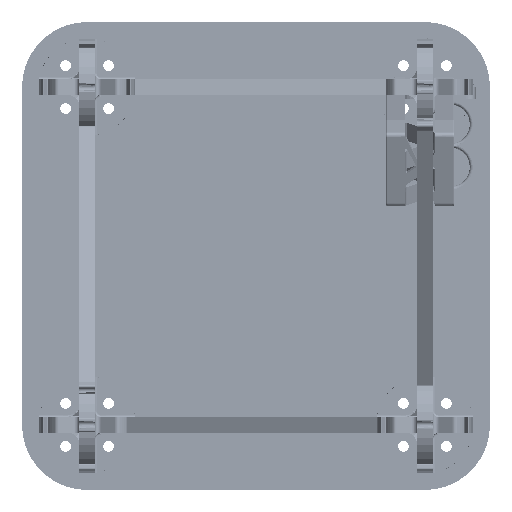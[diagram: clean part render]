
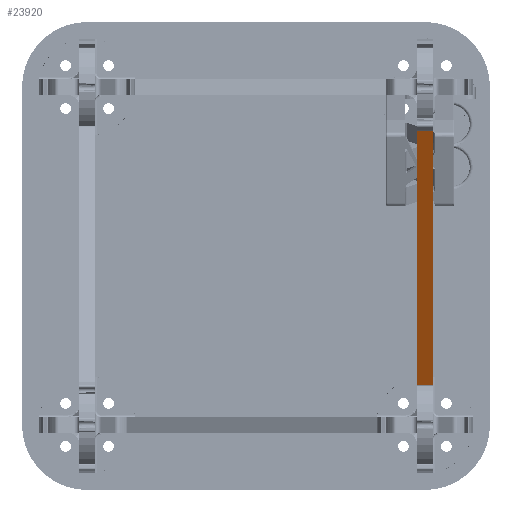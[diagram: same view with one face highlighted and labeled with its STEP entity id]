
A CAD part, left-side view. The second image highlights one B-rep face of the part: STEP entity #23920.
In plain terms, the highlighted face is planar.
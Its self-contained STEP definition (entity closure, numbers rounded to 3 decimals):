
#1220=PLANE('',#26292);
#2125=FACE_OUTER_BOUND('',#3555,.T.);
#3555=EDGE_LOOP('',(#19066,#19067,#19068,#19069));
#5249=LINE('',#40272,#7016);
#5275=LINE('',#40346,#7042);
#5276=LINE('',#40349,#7043);
#5277=LINE('',#40350,#7044);
#7016=VECTOR('',#31859,10.);
#7042=VECTOR('',#31935,10.);
#7043=VECTOR('',#31938,10.);
#7044=VECTOR('',#31939,10.);
#10588=VERTEX_POINT('',#40269);
#10589=VERTEX_POINT('',#40271);
#10612=VERTEX_POINT('',#40344);
#10613=VERTEX_POINT('',#40348);
#13538=EDGE_CURVE('',#10588,#10589,#5249,.T.);
#13576=EDGE_CURVE('',#10588,#10612,#5275,.T.);
#13577=EDGE_CURVE('',#10613,#10612,#5276,.T.);
#13578=EDGE_CURVE('',#10589,#10613,#5277,.T.);
#19066=ORIENTED_EDGE('',*,*,#13538,.F.);
#19067=ORIENTED_EDGE('',*,*,#13576,.T.);
#19068=ORIENTED_EDGE('',*,*,#13577,.F.);
#19069=ORIENTED_EDGE('',*,*,#13578,.F.);
#23920=ADVANCED_FACE('',(#2125),#1220,.T.);
#26292=AXIS2_PLACEMENT_3D('',#40347,#31936,#31937);
#31859=DIRECTION('',(-1.,0.,0.));
#31935=DIRECTION('',(0.,-1.,0.));
#31936=DIRECTION('center_axis',(0.,0.,-1.));
#31937=DIRECTION('ref_axis',(1.,0.,0.));
#31938=DIRECTION('',(1.,0.,0.));
#31939=DIRECTION('',(0.,-1.,0.));
#40269=CARTESIAN_POINT('',(-4.804,0.,-2.));
#40271=CARTESIAN_POINT('',(-155.196,0.,-2.));
#40272=CARTESIAN_POINT('',(-4.804,0.,-2.));
#40344=CARTESIAN_POINT('',(-4.804,-8.,-2.));
#40346=CARTESIAN_POINT('',(-4.804,0.,-2.));
#40347=CARTESIAN_POINT('Origin',(-155.196,0.,-2.));
#40348=CARTESIAN_POINT('',(-155.196,-8.,-2.));
#40349=CARTESIAN_POINT('',(-4.804,-8.,-2.));
#40350=CARTESIAN_POINT('',(-155.196,0.,-2.));
